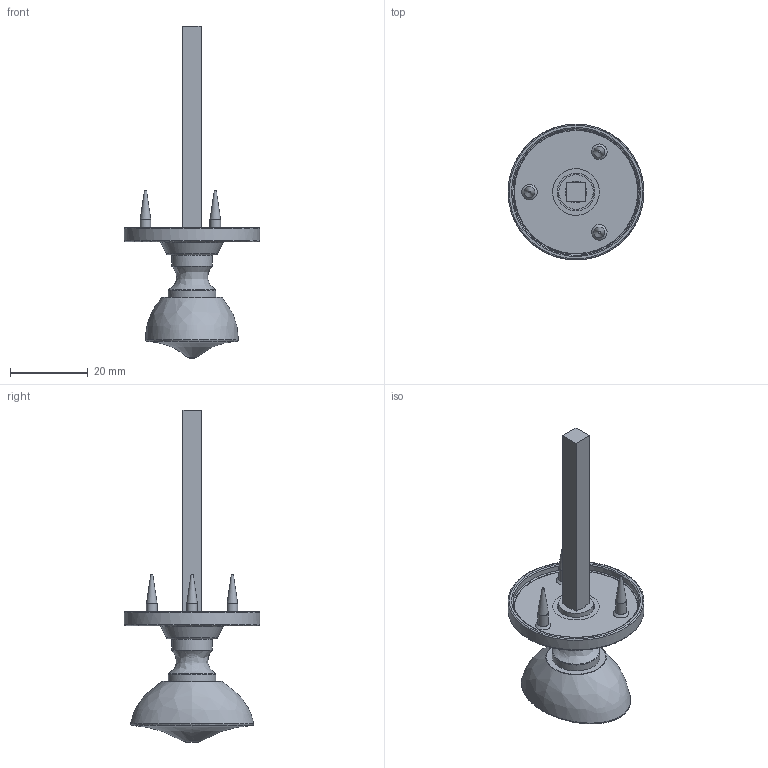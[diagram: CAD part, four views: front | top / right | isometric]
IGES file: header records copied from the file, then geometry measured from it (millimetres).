
Global section: file name: P8174TUS; native system: Autodesk Inventor 2018; preprocessor: unknown; author: aduggalther; date: 20190708.091442; units: millimetre
Bounding box: 35 x 34.97 x 85.6 mm (x, y, z)
Volume: 10879.7 mm3; surface area: 8627.1 mm2
Topology: 8 solids, 8 shells, 131 faces, 351 edges, 246 vertices
Faces by surface type: bspline 131
